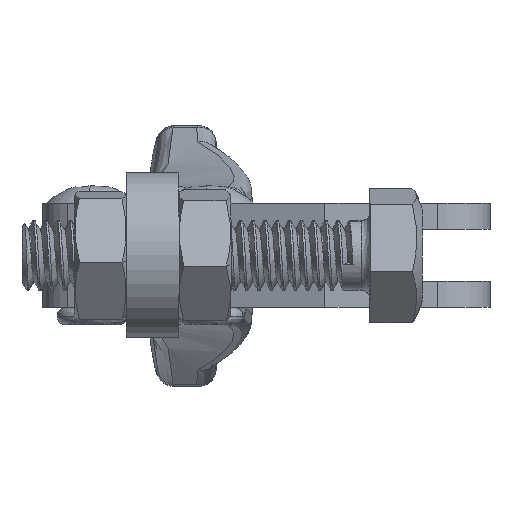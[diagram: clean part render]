
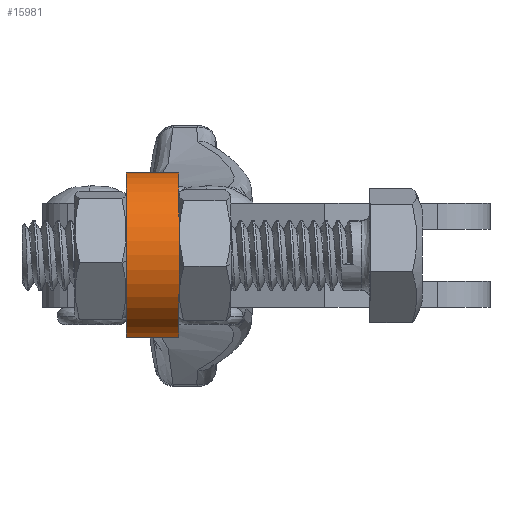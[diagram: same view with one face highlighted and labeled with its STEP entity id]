
A CAD part, left-side view. The second image highlights one B-rep face of the part: STEP entity #15981.
In plain terms, the highlighted cylindrical face has radius 4.75 mm (diameter 9.5 mm), a partial arc.
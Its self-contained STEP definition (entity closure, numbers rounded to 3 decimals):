
#4956 = ORIENTED_EDGE ( 'NONE', *, *, #14849, .F. ) ;
#4957 = ORIENTED_EDGE ( 'NONE', *, *, #11236, .T. ) ;
#4958 = ORIENTED_EDGE ( 'NONE', *, *, #11260, .T. ) ;
#4959 = ORIENTED_EDGE ( 'NONE', *, *, #11211, .F. ) ;
#5672 = CIRCLE ( 'NONE', #15729, 4.75 ) ;
#5709 = CIRCLE ( 'NONE', #15735, 4.75 ) ;
#5753 = LINE ( 'NONE', #12510, #5759 ) ;
#5759 = VECTOR ( 'NONE', #12495, 1000. ) ;
#10099 = CARTESIAN_POINT ( 'NONE',  ( -23.5, 3.537, -3.478 ) ) ;
#10107 = CARTESIAN_POINT ( 'NONE',  ( -23.5, 6.362, -2.468 ) ) ;
#10112 = CARTESIAN_POINT ( 'NONE',  ( -23.5, 3.163, 6.478 ) ) ;
#10117 = CARTESIAN_POINT ( 'NONE',  ( -23.5, 0.338, 5.468 ) ) ;
#11211 = EDGE_CURVE ( 'NONE', #36600, #36619, #5672, .T. ) ;
#11236 = EDGE_CURVE ( 'NONE', #36557, #36630, #5709, .T. ) ;
#11260 = EDGE_CURVE ( 'NONE', #36630, #36619, #5753, .T. ) ;
#12495 = DIRECTION ( 'NONE',  ( 0., 0.942, 0.337 ) ) ;
#12510 = CARTESIAN_POINT ( 'NONE',  ( -23.5, 0.338, 5.468 ) ) ;
#12602 = DIRECTION ( 'NONE',  ( 0., -0.337, 0.942 ) ) ;
#12603 = DIRECTION ( 'NONE',  ( 0., 0.942, 0.337 ) ) ;
#12605 = CARTESIAN_POINT ( 'NONE',  ( -23.5, 1.938, 0.995 ) ) ;
#12718 = DIRECTION ( 'NONE',  ( 0., -0.337, 0.942 ) ) ;
#12719 = DIRECTION ( 'NONE',  ( 0., 0.942, 0.337 ) ) ;
#12721 = CARTESIAN_POINT ( 'NONE',  ( -23.5, 4.762, 2.005 ) ) ;
#14849 = EDGE_CURVE ( 'NONE', #36557, #36600, #23335, .T. ) ;
#15729 = AXIS2_PLACEMENT_3D ( 'NONE', #12721, #12719, #12718 ) ;
#15735 = AXIS2_PLACEMENT_3D ( 'NONE', #12605, #12603, #12602 ) ;
#15981 = ADVANCED_FACE ( 'NONE', ( #29802 ), #29824, .T. ) ;
#18278 = DIRECTION ( 'NONE',  ( 0., -0.337, 0.942 ) ) ;
#18280 = DIRECTION ( 'NONE',  ( 0., 0.942, 0.337 ) ) ;
#18282 = CARTESIAN_POINT ( 'NONE',  ( -23.5, 1.938, 0.995 ) ) ;
#23335 = LINE ( 'NONE', #25504, #23337 ) ;
#23337 = VECTOR ( 'NONE', #25505, 1000. ) ;
#25504 = CARTESIAN_POINT ( 'NONE',  ( -23.5, 3.537, -3.478 ) ) ;
#25505 = DIRECTION ( 'NONE',  ( 0., 0.942, 0.337 ) ) ;
#29802 = FACE_OUTER_BOUND ( 'NONE', #35861, .T. ) ;
#29824 = CYLINDRICAL_SURFACE ( 'NONE', #36299, 4.75 ) ;
#35861 = EDGE_LOOP ( 'NONE', ( #4956, #4957, #4958, #4959 ) ) ;
#36299 = AXIS2_PLACEMENT_3D ( 'NONE', #18282, #18280, #18278 ) ;
#36557 = VERTEX_POINT ( 'NONE', #10099 ) ;
#36600 = VERTEX_POINT ( 'NONE', #10107 ) ;
#36619 = VERTEX_POINT ( 'NONE', #10112 ) ;
#36630 = VERTEX_POINT ( 'NONE', #10117 ) ;
